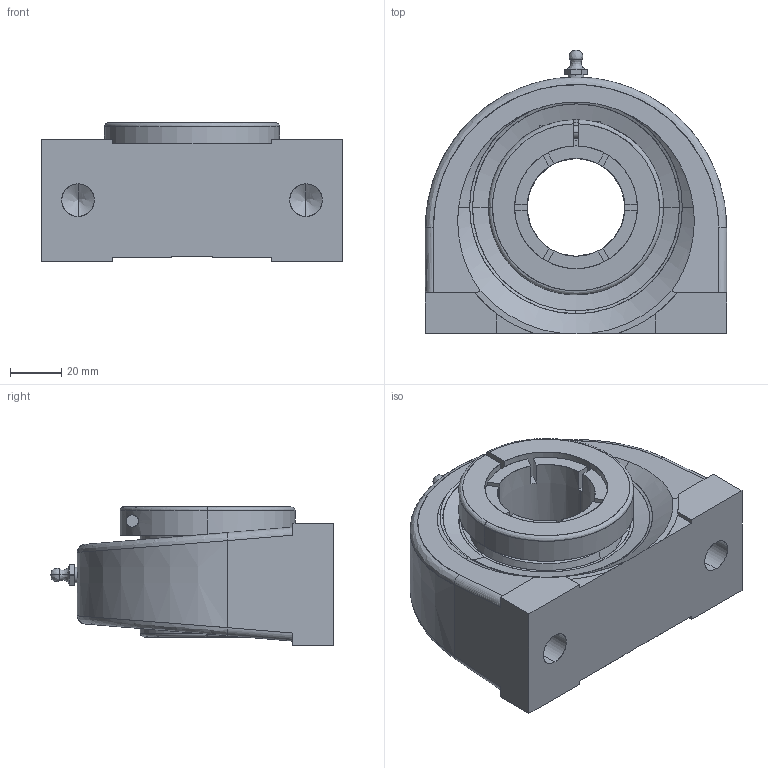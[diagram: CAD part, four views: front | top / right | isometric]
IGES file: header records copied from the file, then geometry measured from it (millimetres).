
Start section: SolidWorks IGES file using analytic representation for surfaces
Global section: file name: TBDEFAU08122027318580.igs; native system: SolidWorks 2017; preprocessor: SolidWorks 2017; author: partstream; date: 170812.202734; units: millimetre
Bounding box: 117.47 x 110.5 x 53.98 mm (x, y, z)
Surface area: 52679.7 mm2 (no closed solid volume)
Topology: 0 solids, 0 shells, 157 faces, 2403 edges, 2405 vertices
Faces by surface type: bspline 82, revolution 75
